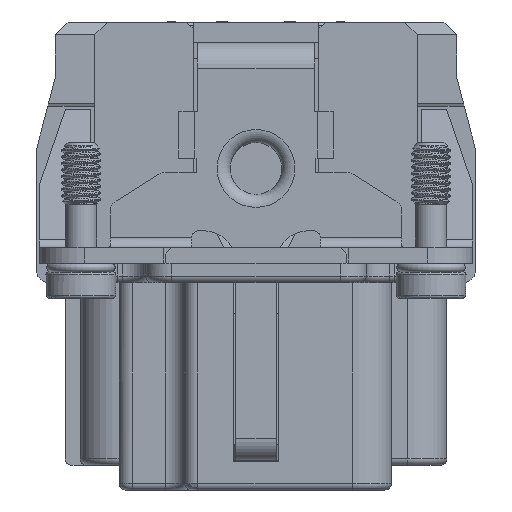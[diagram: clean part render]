
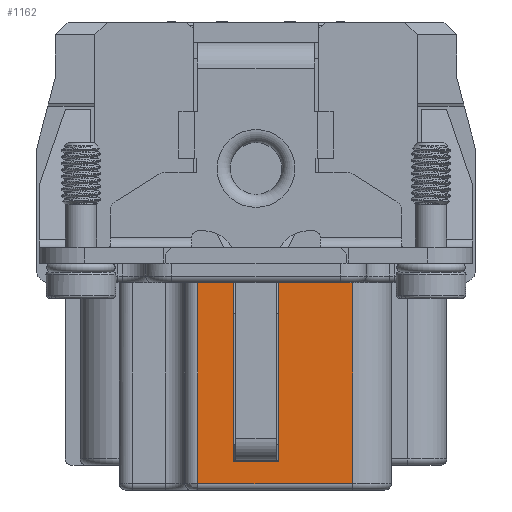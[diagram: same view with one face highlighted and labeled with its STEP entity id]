
A CAD part, left-side view. The second image highlights one B-rep face of the part: STEP entity #1162.
In plain terms, the highlighted planar face has unit normal (-1, 0, 0).
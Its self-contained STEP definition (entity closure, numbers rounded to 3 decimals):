
#1162=ADVANCED_FACE('',(#2677),#2033,.T.);
#2033=PLANE('',#17032);
#2677=FACE_OUTER_BOUND('',#3440,.T.);
#3440=EDGE_LOOP('',(#8299,#8300,#8301,#8302,#8303,#8304,#8305,#8306));
#4659=LINE('',#23576,#6215);
#4663=LINE('',#23584,#6219);
#4742=LINE('',#23929,#6298);
#4756=LINE('',#23956,#6312);
#4758=LINE('',#23959,#6314);
#4790=LINE('',#24089,#6346);
#4791=LINE('',#24091,#6347);
#4792=LINE('',#24093,#6348);
#6215=VECTOR('',#18661,1.);
#6219=VECTOR('',#18665,1.);
#6298=VECTOR('',#18980,1.);
#6312=VECTOR('',#19020,1.);
#6314=VECTOR('',#19024,1.);
#6346=VECTOR('',#19196,1.);
#6347=VECTOR('',#19197,1.);
#6348=VECTOR('',#19198,1.);
#8299=ORIENTED_EDGE('',*,*,#14306,.F.);
#8300=ORIENTED_EDGE('',*,*,#14307,.F.);
#8301=ORIENTED_EDGE('',*,*,#14308,.T.);
#8302=ORIENTED_EDGE('',*,*,#14062,.F.);
#8303=ORIENTED_EDGE('',*,*,#14240,.T.);
#8304=ORIENTED_EDGE('',*,*,#14224,.T.);
#8305=ORIENTED_EDGE('',*,*,#14238,.T.);
#8306=ORIENTED_EDGE('',*,*,#14066,.F.);
#12473=VERTEX_POINT('',#23575);
#12474=VERTEX_POINT('',#23577);
#12477=VERTEX_POINT('',#23583);
#12478=VERTEX_POINT('',#23585);
#12577=VERTEX_POINT('',#23832);
#12579=VERTEX_POINT('',#23838);
#12622=VERTEX_POINT('',#24090);
#12623=VERTEX_POINT('',#24092);
#14062=EDGE_CURVE('',#12473,#12474,#4659,.T.);
#14066=EDGE_CURVE('',#12477,#12478,#4663,.T.);
#14224=EDGE_CURVE('',#12579,#12577,#4742,.T.);
#14238=EDGE_CURVE('',#12577,#12478,#4756,.T.);
#14240=EDGE_CURVE('',#12473,#12579,#4758,.T.);
#14306=EDGE_CURVE('',#12622,#12477,#4790,.T.);
#14307=EDGE_CURVE('',#12623,#12622,#4791,.T.);
#14308=EDGE_CURVE('',#12623,#12474,#4792,.T.);
#17032=AXIS2_PLACEMENT_3D('',#24094,#19199,#19200);
#18661=DIRECTION('',(0.,-1.,0.));
#18665=DIRECTION('',(0.,-1.,0.));
#18980=DIRECTION('',(0.,-1.,0.));
#19020=DIRECTION('',(0.,0.,1.));
#19024=DIRECTION('',(0.,0.,-1.));
#19196=DIRECTION('',(0.,0.,1.));
#19197=DIRECTION('',(0.,-1.,0.));
#19198=DIRECTION('',(0.,0.,1.));
#19199=DIRECTION('',(-1.,0.,0.));
#19200=DIRECTION('',(0.,0.,-1.));
#23575=CARTESIAN_POINT('',(-15.5,4.5,1.5));
#23576=CARTESIAN_POINT('',(-15.5,10.6,1.5));
#23577=CARTESIAN_POINT('',(-15.5,1.75,1.5));
#23583=CARTESIAN_POINT('',(-15.5,-1.75,1.5));
#23584=CARTESIAN_POINT('',(-15.5,10.6,1.5));
#23585=CARTESIAN_POINT('',(-15.5,-7.45,1.5));
#23832=CARTESIAN_POINT('',(-15.5,-7.45,-14.));
#23838=CARTESIAN_POINT('',(-15.5,4.5,-14.));
#23929=CARTESIAN_POINT('',(-15.5,-7.85,-14.));
#23956=CARTESIAN_POINT('',(-15.5,-7.45,-12.6));
#23959=CARTESIAN_POINT('',(-15.5,4.5,-12.6));
#24089=CARTESIAN_POINT('',(-15.5,-1.75,-12.3));
#24090=CARTESIAN_POINT('',(-15.5,-1.75,-12.3));
#24091=CARTESIAN_POINT('',(-15.5,10.6,-12.3));
#24092=CARTESIAN_POINT('',(-15.5,1.75,-12.3));
#24093=CARTESIAN_POINT('',(-15.5,1.75,-12.3));
#24094=CARTESIAN_POINT('',(-15.5,-4.1,-12.6));
